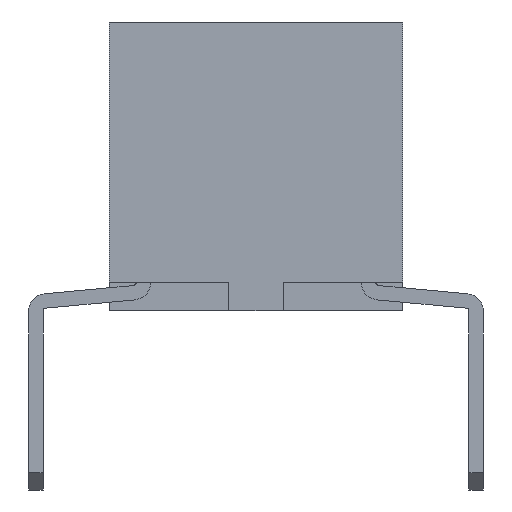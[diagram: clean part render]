
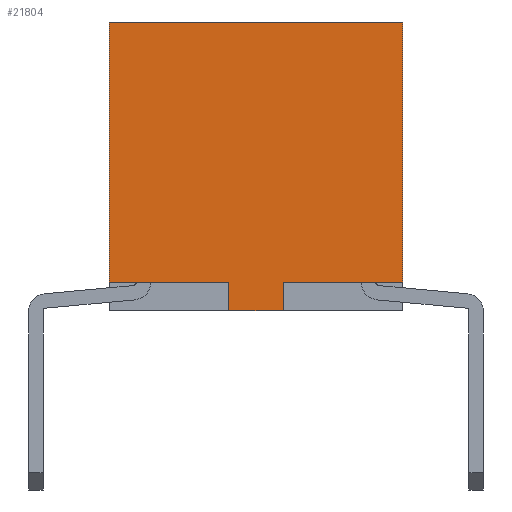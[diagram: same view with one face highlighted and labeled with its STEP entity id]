
A CAD part, front view. The second image highlights one B-rep face of the part: STEP entity #21804.
In plain terms, the highlighted face is planar.
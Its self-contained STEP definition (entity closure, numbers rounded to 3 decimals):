
#5517=ORIENTED_EDGE('',*,*,#8008,.F.);
#5518=ORIENTED_EDGE('',*,*,#8007,.T.);
#5519=ORIENTED_EDGE('',*,*,#5883,.T.);
#5520=ORIENTED_EDGE('',*,*,#8009,.F.);
#5521=ORIENTED_EDGE('',*,*,#8010,.F.);
#5522=ORIENTED_EDGE('',*,*,#8011,.F.);
#5523=ORIENTED_EDGE('',*,*,#6278,.T.);
#5524=ORIENTED_EDGE('',*,*,#7974,.T.);
#5883=EDGE_CURVE('',#8170,#8169,#9648,.T.);
#6278=EDGE_CURVE('',#8424,#8423,#9908,.T.);
#7974=EDGE_CURVE('',#8423,#9504,#11124,.T.);
#8007=EDGE_CURVE('',#9520,#8170,#11157,.T.);
#8008=EDGE_CURVE('',#9520,#9504,#11158,.T.);
#8009=EDGE_CURVE('',#9521,#8169,#11159,.T.);
#8010=EDGE_CURVE('',#9522,#9521,#11160,.T.);
#8011=EDGE_CURVE('',#8424,#9522,#11161,.T.);
#8169=VERTEX_POINT('',#28071);
#8170=VERTEX_POINT('',#28073);
#8423=VERTEX_POINT('',#28944);
#8424=VERTEX_POINT('',#28946);
#9504=VERTEX_POINT('',#32628);
#9520=VERTEX_POINT('',#32692);
#9521=VERTEX_POINT('',#32697);
#9522=VERTEX_POINT('',#32699);
#9648=LINE('',#28072,#11310);
#9908=LINE('',#28945,#11570);
#11124=LINE('',#32629,#12786);
#11157=LINE('',#32693,#12819);
#11158=LINE('',#32695,#12820);
#11159=LINE('',#32696,#12821);
#11160=LINE('',#32698,#12822);
#11161=LINE('',#32700,#12823);
#11310=VECTOR('',#23553,1000.);
#11570=VECTOR('',#24315,1000.);
#12786=VECTOR('',#27541,1000.);
#12819=VECTOR('',#27604,1000.);
#12820=VECTOR('',#27607,1000.);
#12821=VECTOR('',#27608,1000.);
#12822=VECTOR('',#27609,1000.);
#12823=VECTOR('',#27610,1000.);
#13709=EDGE_LOOP('',(#5517,#5518,#5519,#5520,#5521,#5522,#5523,#5524));
#14585=FACE_BOUND('',#13709,.T.);
#15113=PLANE('',#23207);
#21804=ADVANCED_FACE('',(#14585),#15113,.F.);
#23207=AXIS2_PLACEMENT_3D('',#32694,#27605,#27606);
#23553=DIRECTION('',(0.,-1.,0.));
#24315=DIRECTION('',(0.,-1.,0.));
#27541=DIRECTION('',(0.,0.,-1.));
#27604=DIRECTION('',(0.,0.,1.));
#27605=DIRECTION('',(1.,0.,0.));
#27606=DIRECTION('',(0.,0.,-1.));
#27607=DIRECTION('',(0.,1.,0.));
#27608=DIRECTION('',(0.,0.,-1.));
#27609=DIRECTION('',(0.,-1.,0.));
#27610=DIRECTION('',(0.,0.,1.));
#28071=CARTESIAN_POINT('',(-6.65,-2.54,-2.));
#28072=CARTESIAN_POINT('',(-6.65,0.,-2.));
#28073=CARTESIAN_POINT('',(-6.65,-0.47,-2.));
#28944=CARTESIAN_POINT('',(-6.65,0.47,-2.));
#28945=CARTESIAN_POINT('',(-6.65,0.,-2.));
#28946=CARTESIAN_POINT('',(-6.65,2.54,-2.));
#32628=CARTESIAN_POINT('',(-6.65,0.47,-2.5));
#32629=CARTESIAN_POINT('',(-6.65,0.47,0.));
#32692=CARTESIAN_POINT('',(-6.65,-0.47,-2.5));
#32693=CARTESIAN_POINT('',(-6.65,-0.47,0.));
#32694=CARTESIAN_POINT('',(-6.65,0.,0.));
#32695=CARTESIAN_POINT('',(-6.65,-2.54,-2.5));
#32696=CARTESIAN_POINT('',(-6.65,-2.54,2.5));
#32697=CARTESIAN_POINT('',(-6.65,-2.54,2.5));
#32698=CARTESIAN_POINT('',(-6.65,2.54,2.5));
#32699=CARTESIAN_POINT('',(-6.65,2.54,2.5));
#32700=CARTESIAN_POINT('',(-6.65,2.54,-2.5));
